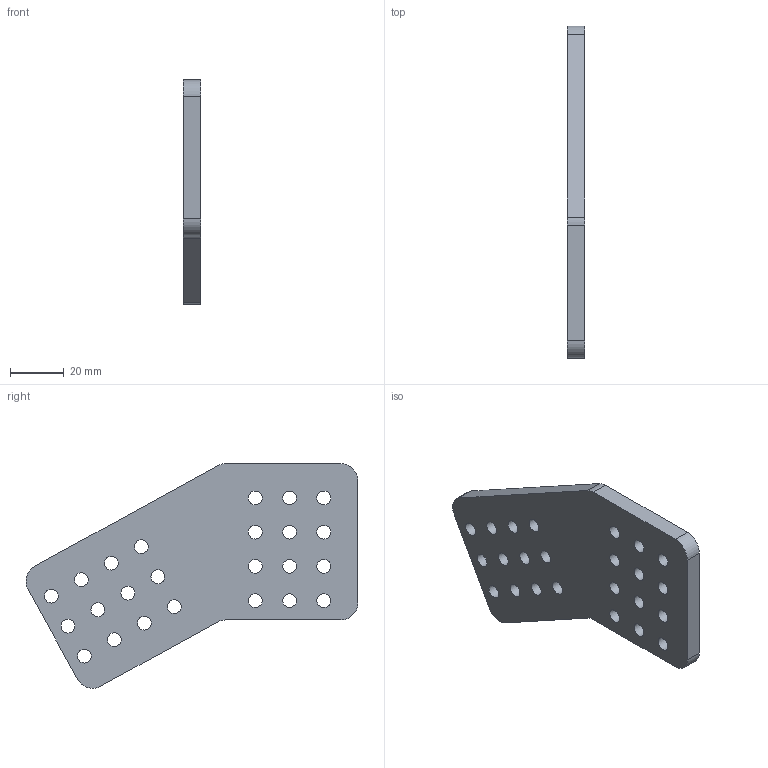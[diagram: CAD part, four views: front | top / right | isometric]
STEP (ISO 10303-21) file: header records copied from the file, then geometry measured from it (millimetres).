
FILE_DESCRIPTION(/* description */ ('STEP AP214'),/* implementation_level */ '2;1');
FILE_NAME(/* name */ '65c589ce5f58383adc4ca7ac',/* time_stamp */ '2024-02-09T02:11:26Z',/* author */ (''),/* organization */ (''),/* preprocessor_version */ 'ST-DEVELOPER v19.4',/* originating_system */ ' ',/* authorisation */ ' ');
FILE_SCHEMA (('AUTOMOTIVE_DESIGN {1 0 10303 214 3 1 1}'));
Length unit declared in the file: metre
Products named in the file (1): Top gusset
Bounding box: 6.35 x 123.19 x 83.33 mm (x, y, z)
Volume: 38350.6 mm3; surface area: 16694.1 mm2
Topology: 1 solids, 1 shells, 38 faces, 108 edges, 72 vertices
Faces by surface type: cylinder 30, plane 8
Full cylindrical faces by diameter (mm): 5.105 x24
Entity records: 1278 total; most frequent: DIRECTION 222, CARTESIAN_POINT 195, ORIENTED_EDGE 168, EDGE_LOOP 110, FACE_BOUND 110, AXIS2_PLACEMENT_3D 99, EDGE_CURVE 84, VERTEX_POINT 72
